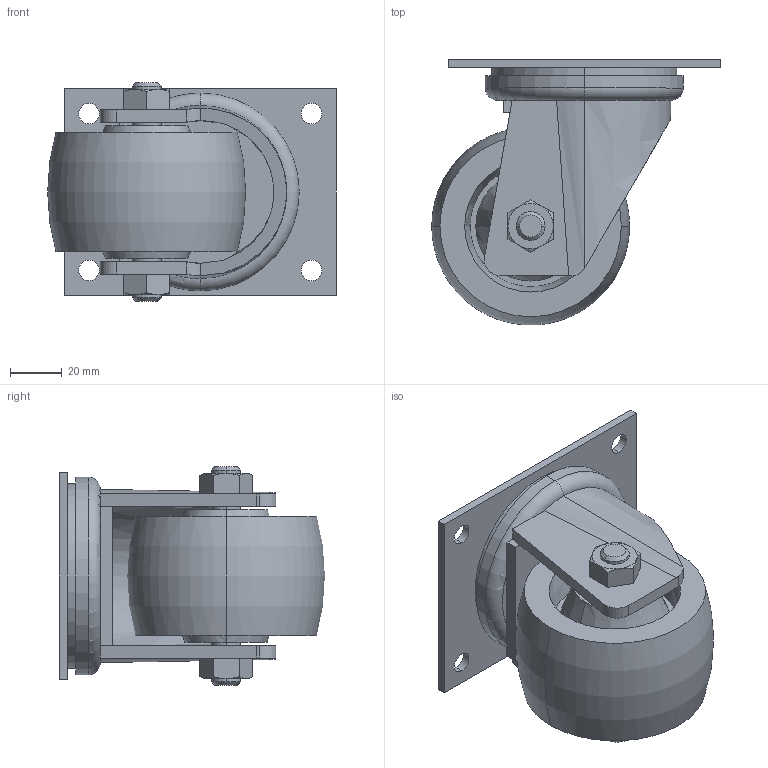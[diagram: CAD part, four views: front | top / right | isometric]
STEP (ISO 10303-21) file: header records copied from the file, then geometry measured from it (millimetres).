
FILE_DESCRIPTION (( 'STEP AP203' ), '1' );
FILE_NAME ('4937T13_High-Capacity Low-Profile Caster.STEP', '2021-09-10T05:17:16', ( 'Administrator' ), ( 'Managed by Terraform' ), 'SwSTEP 2.0', 'SolidWorks 2017', '' );
FILE_SCHEMA (( 'CONFIG_CONTROL_DESIGN' ));
Length unit declared in the file: inch
Products named in the file (1): 4937T13_High-Capacity Low-Profile Caster
Bounding box: 111.12 x 102.32 x 84.14 mm (x, y, z)
Volume: 326092.6 mm3; surface area: 64357.5 mm2
Topology: 2 solids, 2 shells, 103 faces, 241 edges, 152 vertices
Faces by surface type: plane 45, cone 30, cylinder 24, torus 4
Entity records: 3213 total; most frequent: CARTESIAN_POINT 747, DIRECTION 508, ORIENTED_EDGE 482, EDGE_CURVE 241, AXIS2_PLACEMENT_3D 201, VERTEX_POINT 152, EDGE_LOOP 123, LINE 106
